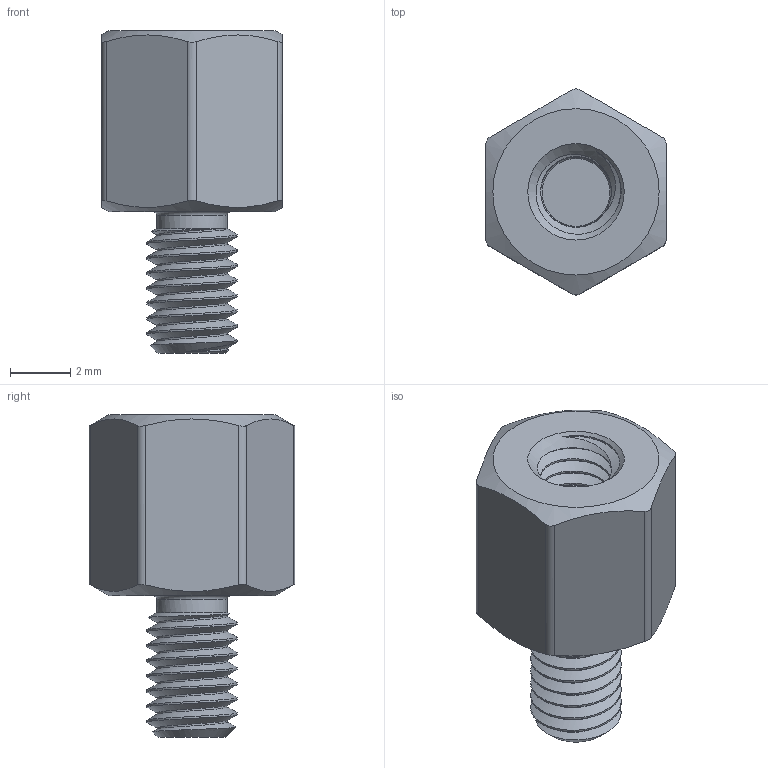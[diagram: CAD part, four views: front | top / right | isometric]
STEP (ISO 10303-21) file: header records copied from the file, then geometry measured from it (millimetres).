
FILE_DESCRIPTION(/* description */ ('STEP AP203'),/* implementation_level */ '2;1');
FILE_NAME(/* name */ '95783A004_Nylon 6-6 Male-Female Threaded Hex Standoff.step',/* time_stamp */ '2026-02-26T02:31:45-05:00',/* author */ (''),/* organization */ (''),/* preprocessor_version */ 'ST-DEVELOPER v20.1',/* originating_system */ 'Autodesk Translation Framework v14.24.0.0',/* authorisation */ '');
FILE_SCHEMA (('AUTOMOTIVE_DESIGN { 1 0 10303 214 3 1 1 }'));
Length unit declared in the file: millimetre
Products named in the file (1): 2026-02-23-21-50-16-839
Bounding box: 6 x 6.83 x 10.7 mm (x, y, z)
Volume: 192.5 mm3; surface area: 284.5 mm2
Topology: 1 solids, 1 shells, 45 faces, 121 edges, 79 vertices
Faces by surface type: cylinder 22, plane 10, cone 6, bspline 6, torus 1
Full cylindrical faces by diameter (mm): 2.35 x1, 3 x11
Entity records: 5518 total; most frequent: CARTESIAN_POINT 4520, ORIENTED_EDGE 240, DIRECTION 150, EDGE_CURVE 120, VERTEX_POINT 79, AXIS2_PLACEMENT_3D 59, B_SPLINE_CURVE_WITH_KNOTS 52, EDGE_LOOP 47
